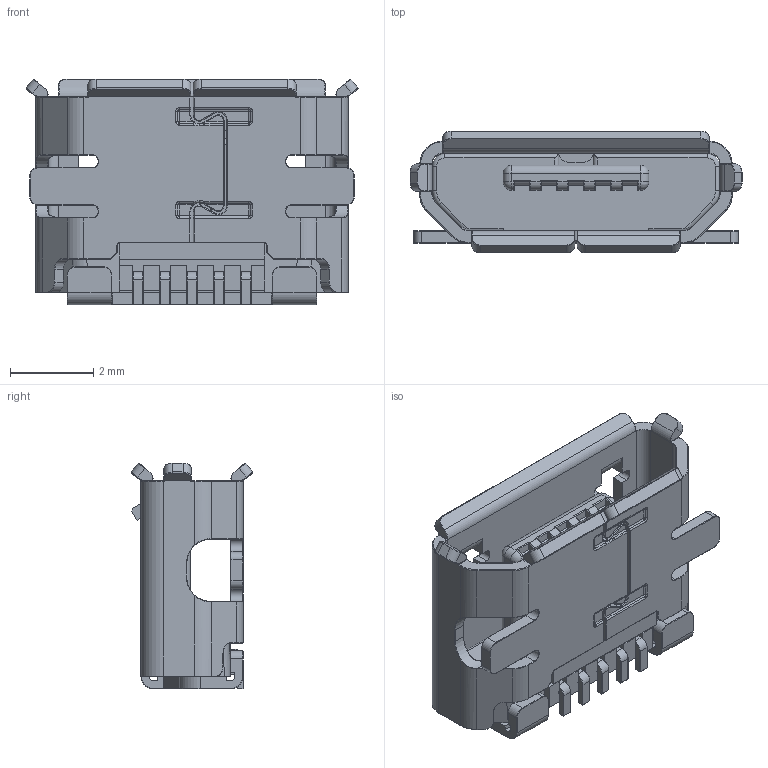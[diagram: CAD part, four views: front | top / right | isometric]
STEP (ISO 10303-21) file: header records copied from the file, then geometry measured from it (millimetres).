
FILE_DESCRIPTION (( 'STEP AP203' ), '1' );
FILE_NAME ('micro USB.STEP', '2012-06-11T09:58:58', ( 'Verislav' ), ( '' ), 'SwSTEP 2.0', 'SolidWorks 2011', '' );
FILE_SCHEMA (( 'CONFIG_CONTROL_DESIGN' ));
Length unit declared in the file: millimetre
Products named in the file (3): micro USB; micro usb02; micro usb
Assembly tree (2 placements, depth 2):
  micro USB
    micro usb02
    micro usb
Bounding box: 7.97 x 2.92 x 5.43 mm (x, y, z)
Volume: 44.3 mm3; surface area: 310.5 mm2
Topology: 7 solids, 7 shells, 1230 faces, 3070 edges, 1808 vertices
Faces by surface type: cylinder 521, plane 362, torus 249, bspline 78, sphere 20
Entity records: 37658 total; most frequent: CARTESIAN_POINT 8217, DIRECTION 6415, ORIENTED_EDGE 6076, EDGE_CURVE 3038, AXIS2_PLACEMENT_3D 2426, VERTEX_POINT 1808, VECTOR 1563, LINE 1563
